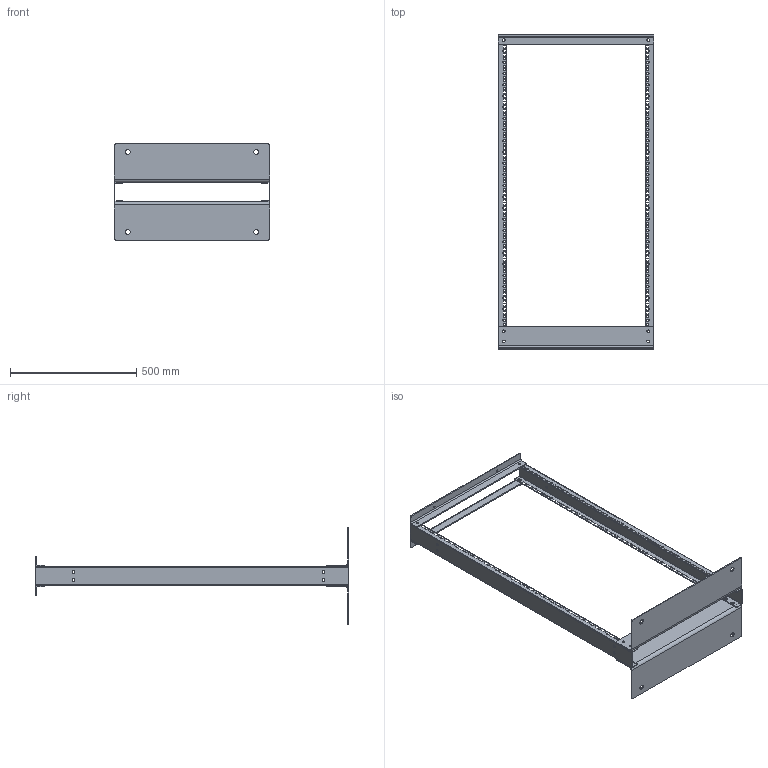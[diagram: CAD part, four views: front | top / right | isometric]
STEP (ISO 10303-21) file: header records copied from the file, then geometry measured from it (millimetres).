
FILE_DESCRIPTION (( 'STEP AP214' ), '1' );
FILE_NAME ('LC23IN2P25U-S_3D.step', '2024-03-11T20:08:48', ( '' ), ( '' ), 'SwSTEP 2.0', 'SolidWorks 2022', '' );
FILE_SCHEMA (( 'AUTOMOTIVE_DESIGN' ));
Length unit declared in the file: inch
Products named in the file (5): 10.10.030301.0011_25U_3; LC23IN2P25U-S_3D; 10.10.030303.0001_3; 10.10.030302.0003_3; 10.20.030301.0011_3
Assembly tree (7 placements, depth 3):
  LC23IN2P25U-S_3D
    10.10.030303.0001_3  x2
    10.10.030302.0003_3  x2
    10.20.030301.0011_3  x2
      10.10.030301.0011_25U_3
Bounding box: 616.45 x 1244.1 x 381 mm (x, y, z)
Volume: 2593928.7 mm3; surface area: 1416760.2 mm2
Topology: 6 solids, 6 shells, 1572 faces, 4680 edges, 3120 vertices
Faces by surface type: plane 1352, cylinder 220
Entity records: 26930 total; most frequent: CARTESIAN_POINT 4697, ORIENTED_EDGE 4680, DIRECTION 4154, EDGE_CURVE 2340, LINE 2120, VECTOR 2120, VERTEX_POINT 1560, EDGE_LOOP 1126
